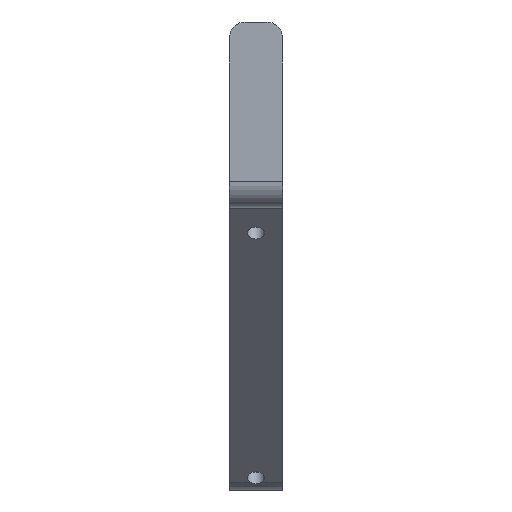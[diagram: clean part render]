
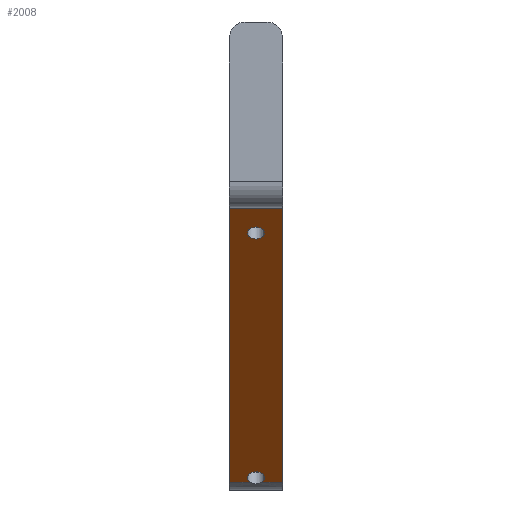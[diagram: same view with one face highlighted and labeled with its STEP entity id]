
A CAD part, top view. The second image highlights one B-rep face of the part: STEP entity #2008.
In plain terms, the highlighted planar face has unit normal (0, -0.707, 0.707).
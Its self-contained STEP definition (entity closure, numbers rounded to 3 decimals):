
#32 = PLANE('',#33);
#33 = AXIS2_PLACEMENT_3D('',#34,#35,#36);
#34 = CARTESIAN_POINT('',(0.,-21.685,
    31.209));
#35 = DIRECTION('',(1.,0.,0.));
#36 = DIRECTION('',(0.,0.,1.));
#426 = VERTEX_POINT('',#427);
#427 = CARTESIAN_POINT('',(0.,-16.,60.042));
#441 = PLANE('',#442);
#442 = AXIS2_PLACEMENT_3D('',#443,#444,#445);
#443 = CARTESIAN_POINT('',(0.,-16.,78.042));
#444 = DIRECTION('',(0.,1.,0.));
#445 = DIRECTION('',(0.,0.,-1.));
#453 = EDGE_CURVE('',#426,#454,#456,.T.);
#454 = VERTEX_POINT('',#455);
#455 = CARTESIAN_POINT('',(0.,-67.506,
    8.536));
#456 = SURFACE_CURVE('',#457,(#461,#468),.PCURVE_S1.);
#457 = LINE('',#458,#459);
#458 = CARTESIAN_POINT('',(0.,-16.,60.042));
#459 = VECTOR('',#460,1.);
#460 = DIRECTION('',(0.,-0.707,-0.707)
  );
#461 = PCURVE('',#32,#462);
#462 = DEFINITIONAL_REPRESENTATION('',(#463),#467);
#463 = LINE('',#464,#465);
#464 = CARTESIAN_POINT('',(28.833,-5.685));
#465 = VECTOR('',#466,1.);
#466 = DIRECTION('',(-0.707,0.707));
#467 = ( GEOMETRIC_REPRESENTATION_CONTEXT(2) 
PARAMETRIC_REPRESENTATION_CONTEXT() REPRESENTATION_CONTEXT('2D SPACE',''
  ) );
#468 = PCURVE('',#469,#474);
#469 = PLANE('',#470);
#470 = AXIS2_PLACEMENT_3D('',#471,#472,#473);
#471 = CARTESIAN_POINT('',(0.,-16.,60.042));
#472 = DIRECTION('',(0.,0.707,-0.707)
  );
#473 = DIRECTION('',(0.,-0.707,-0.707)
  );
#474 = DEFINITIONAL_REPRESENTATION('',(#475),#479);
#475 = LINE('',#476,#477);
#476 = CARTESIAN_POINT('',(0.,0.));
#477 = VECTOR('',#478,1.);
#478 = DIRECTION('',(1.,0.));
#479 = ( GEOMETRIC_REPRESENTATION_CONTEXT(2) 
PARAMETRIC_REPRESENTATION_CONTEXT() REPRESENTATION_CONTEXT('2D SPACE',''
  ) );
#502 = CYLINDRICAL_SURFACE('',#503,5.);
#503 = AXIS2_PLACEMENT_3D('',#504,#505,#506);
#504 = CARTESIAN_POINT('',(0.,-63.971,5.));
#505 = DIRECTION('',(1.,0.,0.));
#506 = DIRECTION('',(0.,0.,-1.));
#935 = PLANE('',#936);
#936 = AXIS2_PLACEMENT_3D('',#937,#938,#939);
#937 = CARTESIAN_POINT('',(10.,-21.685,31.209));
#938 = DIRECTION('',(1.,0.,0.));
#939 = DIRECTION('',(0.,0.,1.));
#1807 = EDGE_CURVE('',#454,#1808,#1810,.T.);
#1808 = VERTEX_POINT('',#1809);
#1809 = CARTESIAN_POINT('',(3.94,-67.506,
    8.536));
#1810 = SURFACE_CURVE('',#1811,(#1815,#1822),.PCURVE_S1.);
#1811 = LINE('',#1812,#1813);
#1812 = CARTESIAN_POINT('',(0.,-67.506,
    8.536));
#1813 = VECTOR('',#1814,1.);
#1814 = DIRECTION('',(1.,0.,0.));
#1815 = PCURVE('',#502,#1816);
#1816 = DEFINITIONAL_REPRESENTATION('',(#1817),#1821);
#1817 = LINE('',#1818,#1819);
#1818 = CARTESIAN_POINT('',(-2.356,0.));
#1819 = VECTOR('',#1820,1.);
#1820 = DIRECTION('',(-0.,1.));
#1821 = ( GEOMETRIC_REPRESENTATION_CONTEXT(2) 
PARAMETRIC_REPRESENTATION_CONTEXT() REPRESENTATION_CONTEXT('2D SPACE',''
  ) );
#1822 = PCURVE('',#469,#1823);
#1823 = DEFINITIONAL_REPRESENTATION('',(#1824),#1828);
#1824 = LINE('',#1825,#1826);
#1825 = CARTESIAN_POINT('',(72.841,0.));
#1826 = VECTOR('',#1827,1.);
#1827 = DIRECTION('',(0.,-1.));
#1828 = ( GEOMETRIC_REPRESENTATION_CONTEXT(2) 
PARAMETRIC_REPRESENTATION_CONTEXT() REPRESENTATION_CONTEXT('2D SPACE',''
  ) );
#1856 = CYLINDRICAL_SURFACE('',#1857,1.6);
#1857 = AXIS2_PLACEMENT_3D('',#1858,#1859,#1860);
#1858 = CARTESIAN_POINT('',(5.,-56.052,-1.224));
#1859 = DIRECTION('',(0.,-0.707,0.707
    ));
#1860 = DIRECTION('',(0.,-0.707,-0.707
    ));
#1874 = VERTEX_POINT('',#1875);
#1875 = CARTESIAN_POINT('',(6.06,-67.506,
    8.536));
#1911 = EDGE_CURVE('',#1874,#1912,#1914,.T.);
#1912 = VERTEX_POINT('',#1913);
#1913 = CARTESIAN_POINT('',(10.,-67.506,8.536));
#1914 = SURFACE_CURVE('',#1915,(#1919,#1926),.PCURVE_S1.);
#1915 = LINE('',#1916,#1917);
#1916 = CARTESIAN_POINT('',(0.,-67.506,
    8.536));
#1917 = VECTOR('',#1918,1.);
#1918 = DIRECTION('',(1.,0.,0.));
#1919 = PCURVE('',#502,#1920);
#1920 = DEFINITIONAL_REPRESENTATION('',(#1921),#1925);
#1921 = LINE('',#1922,#1923);
#1922 = CARTESIAN_POINT('',(-2.356,0.));
#1923 = VECTOR('',#1924,1.);
#1924 = DIRECTION('',(-0.,1.));
#1925 = ( GEOMETRIC_REPRESENTATION_CONTEXT(2) 
PARAMETRIC_REPRESENTATION_CONTEXT() REPRESENTATION_CONTEXT('2D SPACE',''
  ) );
#1926 = PCURVE('',#469,#1927);
#1927 = DEFINITIONAL_REPRESENTATION('',(#1928),#1932);
#1928 = LINE('',#1929,#1930);
#1929 = CARTESIAN_POINT('',(72.841,0.));
#1930 = VECTOR('',#1931,1.);
#1931 = DIRECTION('',(0.,-1.));
#1932 = ( GEOMETRIC_REPRESENTATION_CONTEXT(2) 
PARAMETRIC_REPRESENTATION_CONTEXT() REPRESENTATION_CONTEXT('2D SPACE',''
  ) );
#2008 = ADVANCED_FACE('',(#2009,#2084),#469,.F.);
#2009 = FACE_BOUND('',#2010,.F.);
#2010 = EDGE_LOOP('',(#2011,#2012,#2013,#2036,#2057,#2058));
#2011 = ORIENTED_EDGE('',*,*,#1807,.F.);
#2012 = ORIENTED_EDGE('',*,*,#453,.F.);
#2013 = ORIENTED_EDGE('',*,*,#2014,.T.);
#2014 = EDGE_CURVE('',#426,#2015,#2017,.T.);
#2015 = VERTEX_POINT('',#2016);
#2016 = CARTESIAN_POINT('',(10.,-16.,60.042));
#2017 = SURFACE_CURVE('',#2018,(#2022,#2029),.PCURVE_S1.);
#2018 = LINE('',#2019,#2020);
#2019 = CARTESIAN_POINT('',(0.,-16.,60.042));
#2020 = VECTOR('',#2021,1.);
#2021 = DIRECTION('',(1.,0.,0.));
#2022 = PCURVE('',#469,#2023);
#2023 = DEFINITIONAL_REPRESENTATION('',(#2024),#2028);
#2024 = LINE('',#2025,#2026);
#2025 = CARTESIAN_POINT('',(0.,-0.));
#2026 = VECTOR('',#2027,1.);
#2027 = DIRECTION('',(0.,-1.));
#2028 = ( GEOMETRIC_REPRESENTATION_CONTEXT(2) 
PARAMETRIC_REPRESENTATION_CONTEXT() REPRESENTATION_CONTEXT('2D SPACE',''
  ) );
#2029 = PCURVE('',#441,#2030);
#2030 = DEFINITIONAL_REPRESENTATION('',(#2031),#2035);
#2031 = LINE('',#2032,#2033);
#2032 = CARTESIAN_POINT('',(18.,0.));
#2033 = VECTOR('',#2034,1.);
#2034 = DIRECTION('',(0.,-1.));
#2035 = ( GEOMETRIC_REPRESENTATION_CONTEXT(2) 
PARAMETRIC_REPRESENTATION_CONTEXT() REPRESENTATION_CONTEXT('2D SPACE',''
  ) );
#2036 = ORIENTED_EDGE('',*,*,#2037,.T.);
#2037 = EDGE_CURVE('',#2015,#1912,#2038,.T.);
#2038 = SURFACE_CURVE('',#2039,(#2043,#2050),.PCURVE_S1.);
#2039 = LINE('',#2040,#2041);
#2040 = CARTESIAN_POINT('',(10.,-16.,60.042));
#2041 = VECTOR('',#2042,1.);
#2042 = DIRECTION('',(0.,-0.707,-0.707
    ));
#2043 = PCURVE('',#469,#2044);
#2044 = DEFINITIONAL_REPRESENTATION('',(#2045),#2049);
#2045 = LINE('',#2046,#2047);
#2046 = CARTESIAN_POINT('',(0.,-10.));
#2047 = VECTOR('',#2048,1.);
#2048 = DIRECTION('',(1.,0.));
#2049 = ( GEOMETRIC_REPRESENTATION_CONTEXT(2) 
PARAMETRIC_REPRESENTATION_CONTEXT() REPRESENTATION_CONTEXT('2D SPACE',''
  ) );
#2050 = PCURVE('',#935,#2051);
#2051 = DEFINITIONAL_REPRESENTATION('',(#2052),#2056);
#2052 = LINE('',#2053,#2054);
#2053 = CARTESIAN_POINT('',(28.833,-5.685));
#2054 = VECTOR('',#2055,1.);
#2055 = DIRECTION('',(-0.707,0.707));
#2056 = ( GEOMETRIC_REPRESENTATION_CONTEXT(2) 
PARAMETRIC_REPRESENTATION_CONTEXT() REPRESENTATION_CONTEXT('2D SPACE',''
  ) );
#2057 = ORIENTED_EDGE('',*,*,#1911,.F.);
#2058 = ORIENTED_EDGE('',*,*,#2059,.T.);
#2059 = EDGE_CURVE('',#1874,#1808,#2060,.T.);
#2060 = SURFACE_CURVE('',#2061,(#2066,#2077),.PCURVE_S1.);
#2061 = CIRCLE('',#2062,1.6);
#2062 = AXIS2_PLACEMENT_3D('',#2063,#2064,#2065);
#2063 = CARTESIAN_POINT('',(5.,-66.659,9.383));
#2064 = DIRECTION('',(0.,-0.707,0.707)
  );
#2065 = DIRECTION('',(0.,-0.707,-0.707
    ));
#2066 = PCURVE('',#469,#2067);
#2067 = DEFINITIONAL_REPRESENTATION('',(#2068),#2076);
#2068 = ( BOUNDED_CURVE() B_SPLINE_CURVE(2,(#2069,#2070,#2071,#2072,
#2073,#2074,#2075),.UNSPECIFIED.,.T.,.F.) B_SPLINE_CURVE_WITH_KNOTS((1,2
    ,2,2,2,1),(-2.094,0.,2.094,4.189,
6.283,8.378),.UNSPECIFIED.) CURVE() 
GEOMETRIC_REPRESENTATION_ITEM() RATIONAL_B_SPLINE_CURVE((1.,0.5,1.,0.5,
1.,0.5,1.)) REPRESENTATION_ITEM('') );
#2069 = CARTESIAN_POINT('',(73.242,-5.));
#2070 = CARTESIAN_POINT('',(73.242,-7.771));
#2071 = CARTESIAN_POINT('',(70.842,-6.386));
#2072 = CARTESIAN_POINT('',(68.442,-5.));
#2073 = CARTESIAN_POINT('',(70.842,-3.614));
#2074 = CARTESIAN_POINT('',(73.242,-2.229));
#2075 = CARTESIAN_POINT('',(73.242,-5.));
#2076 = ( GEOMETRIC_REPRESENTATION_CONTEXT(2) 
PARAMETRIC_REPRESENTATION_CONTEXT() REPRESENTATION_CONTEXT('2D SPACE',''
  ) );
#2077 = PCURVE('',#1856,#2078);
#2078 = DEFINITIONAL_REPRESENTATION('',(#2079),#2083);
#2079 = LINE('',#2080,#2081);
#2080 = CARTESIAN_POINT('',(0.,15.));
#2081 = VECTOR('',#2082,1.);
#2082 = DIRECTION('',(1.,0.));
#2083 = ( GEOMETRIC_REPRESENTATION_CONTEXT(2) 
PARAMETRIC_REPRESENTATION_CONTEXT() REPRESENTATION_CONTEXT('2D SPACE',''
  ) );
#2084 = FACE_BOUND('',#2085,.F.);
#2085 = EDGE_LOOP('',(#2086));
#2086 = ORIENTED_EDGE('',*,*,#2087,.T.);
#2087 = EDGE_CURVE('',#2088,#2088,#2090,.T.);
#2088 = VERTEX_POINT('',#2089);
#2089 = CARTESIAN_POINT('',(5.,-21.828,54.214));
#2090 = SURFACE_CURVE('',#2091,(#2096,#2107),.PCURVE_S1.);
#2091 = CIRCLE('',#2092,1.6);
#2092 = AXIS2_PLACEMENT_3D('',#2093,#2094,#2095);
#2093 = CARTESIAN_POINT('',(5.,-20.697,55.345));
#2094 = DIRECTION('',(0.,-0.707,0.707
    ));
#2095 = DIRECTION('',(0.,-0.707,-0.707)
  );
#2096 = PCURVE('',#469,#2097);
#2097 = DEFINITIONAL_REPRESENTATION('',(#2098),#2106);
#2098 = ( BOUNDED_CURVE() B_SPLINE_CURVE(2,(#2099,#2100,#2101,#2102,
#2103,#2104,#2105),.UNSPECIFIED.,.T.,.F.) B_SPLINE_CURVE_WITH_KNOTS((1,2
    ,2,2,2,1),(-2.094,0.,2.094,4.189,
6.283,8.378),.UNSPECIFIED.) CURVE() 
GEOMETRIC_REPRESENTATION_ITEM() RATIONAL_B_SPLINE_CURVE((1.,0.5,1.,0.5,
1.,0.5,1.)) REPRESENTATION_ITEM('') );
#2099 = CARTESIAN_POINT('',(8.242,-5.));
#2100 = CARTESIAN_POINT('',(8.242,-7.771));
#2101 = CARTESIAN_POINT('',(5.842,-6.386));
#2102 = CARTESIAN_POINT('',(3.442,-5.));
#2103 = CARTESIAN_POINT('',(5.842,-3.614));
#2104 = CARTESIAN_POINT('',(8.242,-2.229));
#2105 = CARTESIAN_POINT('',(8.242,-5.));
#2106 = ( GEOMETRIC_REPRESENTATION_CONTEXT(2) 
PARAMETRIC_REPRESENTATION_CONTEXT() REPRESENTATION_CONTEXT('2D SPACE',''
  ) );
#2107 = PCURVE('',#2108,#2113);
#2108 = CYLINDRICAL_SURFACE('',#2109,1.6);
#2109 = AXIS2_PLACEMENT_3D('',#2110,#2111,#2112);
#2110 = CARTESIAN_POINT('',(5.,-10.09,44.738));
#2111 = DIRECTION('',(0.,-0.707,0.707
    ));
#2112 = DIRECTION('',(0.,-0.707,-0.707)
  );
#2113 = DEFINITIONAL_REPRESENTATION('',(#2114),#2118);
#2114 = LINE('',#2115,#2116);
#2115 = CARTESIAN_POINT('',(0.,15.));
#2116 = VECTOR('',#2117,1.);
#2117 = DIRECTION('',(1.,0.));
#2118 = ( GEOMETRIC_REPRESENTATION_CONTEXT(2) 
PARAMETRIC_REPRESENTATION_CONTEXT() REPRESENTATION_CONTEXT('2D SPACE',''
  ) );
